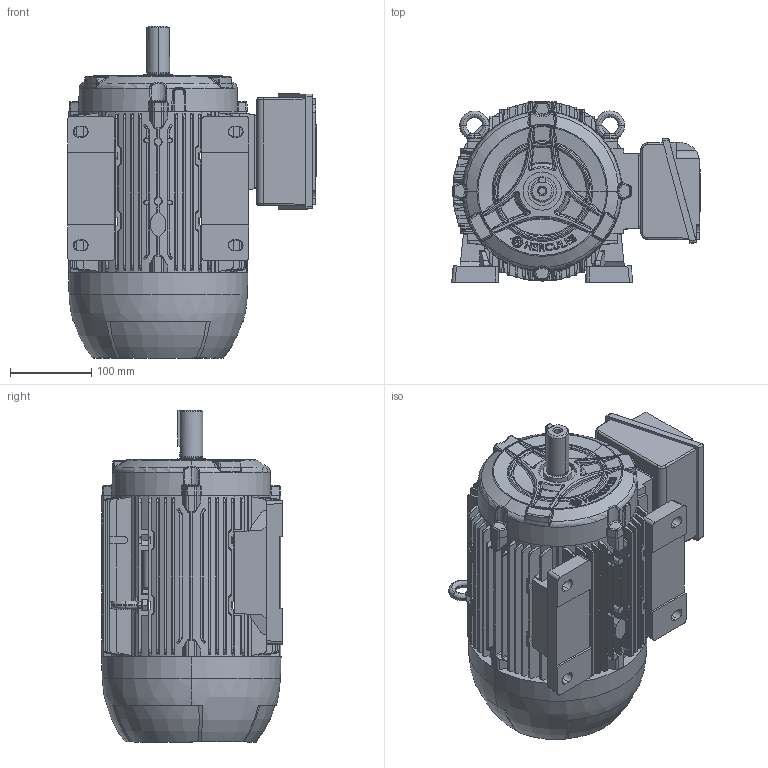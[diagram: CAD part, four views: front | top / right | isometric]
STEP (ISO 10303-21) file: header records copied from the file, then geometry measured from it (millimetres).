
FILE_DESCRIPTION (( 'STEP AP203' ), '1' );
FILE_NAME ('112S_CP_ST_LEFT.STEP', '2022-06-28T19:55:52', ( '' ), ( '' ), 'SwSTEP 2.0', 'SolidWorks 2020', '' );
FILE_SCHEMA (( 'CONFIG_CONTROL_DESIGN' ));
Products named in the file (1): 112S_CP_ST_LEFT
Bounding box: 306.18 x 222.38 x 408.5 mm (x, y, z)
Surface area: 729132 mm2 (no closed solid volume)
Topology: 0 solids, 17 shells, 2084 faces, 6372 edges, 4253 vertices
Faces by surface type: plane 950, cylinder 365, bspline 321, cone 267, torus 132, sphere 49
Entity records: 86728 total; most frequent: CARTESIAN_POINT 35917, ORIENTED_EDGE 11248, DIRECTION 8971, EDGE_CURVE 6364, VERTEX_POINT 4253, AXIS2_PLACEMENT_3D 3064, VECTOR 2843, LINE 2843
